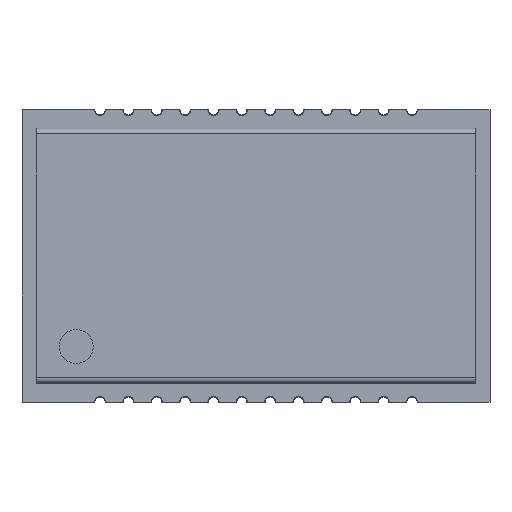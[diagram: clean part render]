
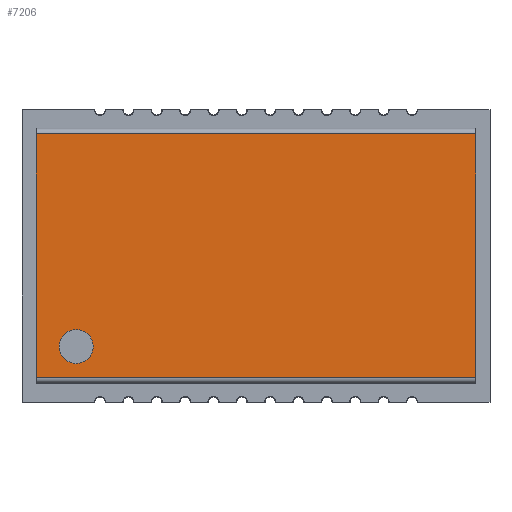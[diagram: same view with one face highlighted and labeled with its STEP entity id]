
A CAD part, top view. The second image highlights one B-rep face of the part: STEP entity #7206.
In plain terms, the highlighted planar face has unit normal (0, 0, 1).
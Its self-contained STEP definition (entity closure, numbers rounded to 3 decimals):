
#415 = EDGE_CURVE ( 'NONE', #14095, #12154, #12662, .T. ) ;
#500 = ORIENTED_EDGE ( 'NONE', *, *, #13537, .T. ) ;
#605 = CARTESIAN_POINT ( 'NONE',  ( 12.615, -0.699, 4.15 ) ) ;
#687 = AXIS2_PLACEMENT_3D ( 'NONE', #9160, #6471, #13185 ) ;
#1259 = DIRECTION ( 'NONE',  ( -1., 0., 0. ) ) ;
#1281 = DIRECTION ( 'NONE',  ( 1., 0., 0. ) ) ;
#1312 = ORIENTED_EDGE ( 'NONE', *, *, #11958, .T. ) ;
#1407 = EDGE_LOOP ( 'NONE', ( #13113, #500, #14393, #13937 ) ) ;
#1429 = CARTESIAN_POINT ( 'NONE',  ( 6.875, -3.899, 4.15 ) ) ;
#1605 = DIRECTION ( 'NONE',  ( 0., 0., -1. ) ) ;
#2421 = CIRCLE ( 'NONE', #14400, 0.6 ) ;
#2842 = PLANE ( 'NONE',  #3284 ) ;
#2944 = EDGE_CURVE ( 'NONE', #16280, #7060, #9244, .T. ) ;
#3284 = AXIS2_PLACEMENT_3D ( 'NONE', #605, #8591, #6959 ) ;
#3380 = CARTESIAN_POINT ( 'NONE',  ( 12.615, -4.999, 4.15 ) ) ;
#3593 = VECTOR ( 'NONE', #16902, 1000. ) ;
#4704 = CARTESIAN_POINT ( 'NONE',  ( 4.875, 3.601, 4.15 ) ) ;
#4967 = EDGE_LOOP ( 'NONE', ( #8394, #1312 ) ) ;
#5398 = CARTESIAN_POINT ( 'NONE',  ( 12.615, 3.601, 4.15 ) ) ;
#6204 = CARTESIAN_POINT ( 'NONE',  ( 5.675, -3.899, 4.15 ) ) ;
#6264 = LINE ( 'NONE', #3380, #10618 ) ;
#6471 = DIRECTION ( 'NONE',  ( 0., 0., -1. ) ) ;
#6959 = DIRECTION ( 'NONE',  ( 1., 0., 0. ) ) ;
#7060 = VERTEX_POINT ( 'NONE', #4704 ) ;
#7206 = ADVANCED_FACE ( 'NONE', ( #9472, #14798 ), #2842, .T. ) ;
#7348 = CARTESIAN_POINT ( 'NONE',  ( 20.355, -4.999, 4.15 ) ) ;
#7629 = LINE ( 'NONE', #13040, #15002 ) ;
#8394 = ORIENTED_EDGE ( 'NONE', *, *, #415, .T. ) ;
#8531 = CARTESIAN_POINT ( 'NONE',  ( 4.875, -4.999, 4.15 ) ) ;
#8591 = DIRECTION ( 'NONE',  ( 0., 0., 1. ) ) ;
#8841 = LINE ( 'NONE', #11571, #3593 ) ;
#8968 = EDGE_CURVE ( 'NONE', #14921, #10698, #6264, .T. ) ;
#9102 = VECTOR ( 'NONE', #1259, 1000. ) ;
#9160 = CARTESIAN_POINT ( 'NONE',  ( 6.275, -3.899, 4.15 ) ) ;
#9244 = LINE ( 'NONE', #5398, #9102 ) ;
#9472 = FACE_OUTER_BOUND ( 'NONE', #1407, .T. ) ;
#10618 = VECTOR ( 'NONE', #11598, 1000. ) ;
#10698 = VERTEX_POINT ( 'NONE', #7348 ) ;
#11571 = CARTESIAN_POINT ( 'NONE',  ( 20.355, -0.699, 4.15 ) ) ;
#11598 = DIRECTION ( 'NONE',  ( 1., 0., 0. ) ) ;
#11958 = EDGE_CURVE ( 'NONE', #12154, #14095, #2421, .T. ) ;
#12154 = VERTEX_POINT ( 'NONE', #6204 ) ;
#12662 = CIRCLE ( 'NONE', #687, 0.6 ) ;
#12962 = DIRECTION ( 'NONE',  ( 0., -1., 0. ) ) ;
#13040 = CARTESIAN_POINT ( 'NONE',  ( 4.875, -0.699, 4.15 ) ) ;
#13113 = ORIENTED_EDGE ( 'NONE', *, *, #2944, .T. ) ;
#13185 = DIRECTION ( 'NONE',  ( 1., 0., 0. ) ) ;
#13537 = EDGE_CURVE ( 'NONE', #7060, #14921, #7629, .T. ) ;
#13937 = ORIENTED_EDGE ( 'NONE', *, *, #15599, .T. ) ;
#14095 = VERTEX_POINT ( 'NONE', #1429 ) ;
#14393 = ORIENTED_EDGE ( 'NONE', *, *, #8968, .T. ) ;
#14400 = AXIS2_PLACEMENT_3D ( 'NONE', #14849, #1605, #1281 ) ;
#14798 = FACE_BOUND ( 'NONE', #4967, .T. ) ;
#14849 = CARTESIAN_POINT ( 'NONE',  ( 6.275, -3.899, 4.15 ) ) ;
#14921 = VERTEX_POINT ( 'NONE', #8531 ) ;
#15002 = VECTOR ( 'NONE', #12962, 1000. ) ;
#15599 = EDGE_CURVE ( 'NONE', #10698, #16280, #8841, .T. ) ;
#16047 = CARTESIAN_POINT ( 'NONE',  ( 20.355, 3.601, 4.15 ) ) ;
#16280 = VERTEX_POINT ( 'NONE', #16047 ) ;
#16902 = DIRECTION ( 'NONE',  ( 0., 1., 0. ) ) ;
